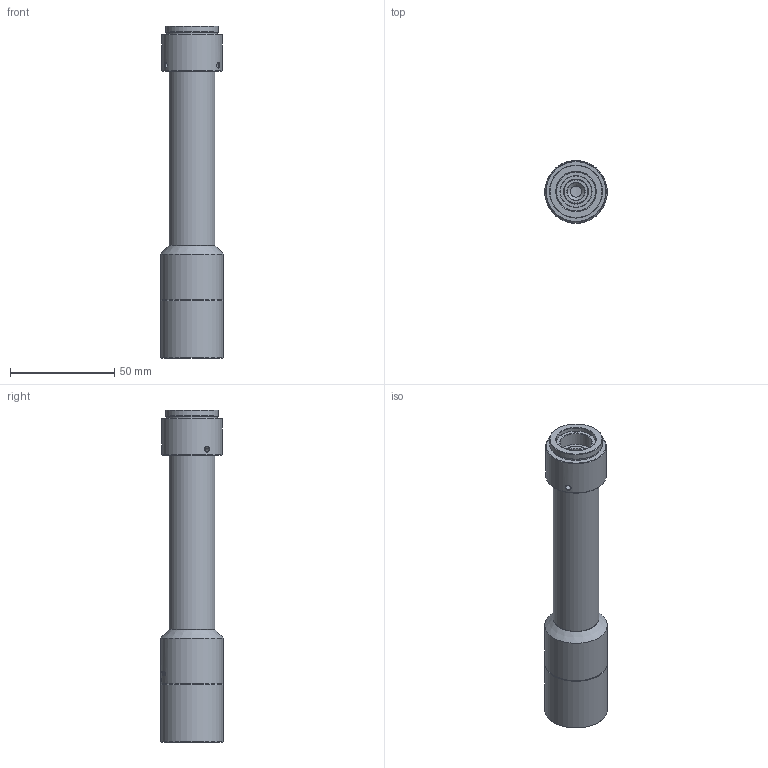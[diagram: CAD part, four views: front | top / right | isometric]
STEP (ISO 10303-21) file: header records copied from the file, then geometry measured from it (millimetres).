
FILE_DESCRIPTION(/* description */ (''),/* implementation_level */ '2;1');
FILE_NAME(/* name */ 'TL600110A_外形3D.stp',/* time_stamp */ '2022-03-22T15:56:16+08:00',/* author */ (''),/* organization */ (''),/* preprocessor_version */ 'ST-DEVELOPER v16',/* originating_system */ 'SIEMENS PLM Software NX 10.0',/* authorisation */ '');
FILE_SCHEMA (('AUTOMOTIVE_DESIGN { 1 0 10303 214 3 1 1 1 }'));
Length unit declared in the file: millimetre
Products named in the file (1): FLY2B84C23B4zbe
Bounding box: 30 x 30 x 159.08 mm (x, y, z)
Volume: 45695.9 mm3; surface area: 32529.5 mm2
Topology: 9 solids, 9 shells, 533 faces, 1305 edges, 860 vertices
Faces by surface type: plane 211, extrusion 167, cone 74, cylinder 72, bspline 5, sphere 4
Full cylindrical faces by diameter (mm): 2.5 x3, 4.6 x1, 5.4 x1, 6.6 x1, 8.4 x3, 11 x2, 11.4 x1, 12 x1, 12.2 x1, 13.4 x1, 14.2 x1, 15 x1, 16 x1, 17 x1, 17.5 x2, 18.2 x1, 18.4 x1, 19 x4, 19.2 x1, 20 x1, 20.2 x1, 20.4 x2, 20.578 x1, 21 x1, 21.178 x1, 21.2 x1, 21.6 x2, 22 x2, 22.4 x1, 23.5 x3
Entity records: 19934 total; most frequent: CARTESIAN_POINT 8741, ORIENTED_EDGE 2282, DIRECTION 1795, EDGE_CURVE 1141, VERTEX_POINT 824, EDGE_LOOP 749, B_SPLINE_CURVE_WITH_KNOTS 668, AXIS2_PLACEMENT_3D 626
